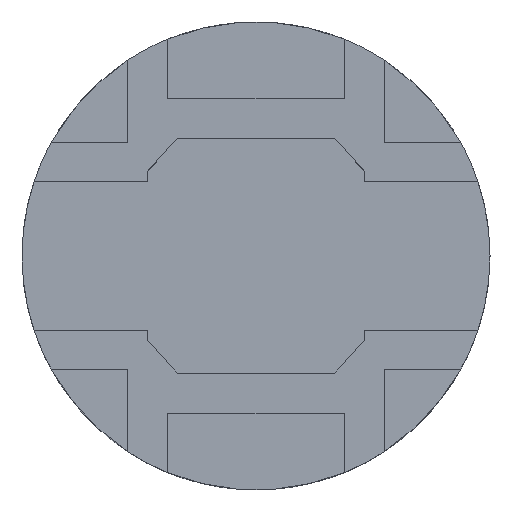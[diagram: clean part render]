
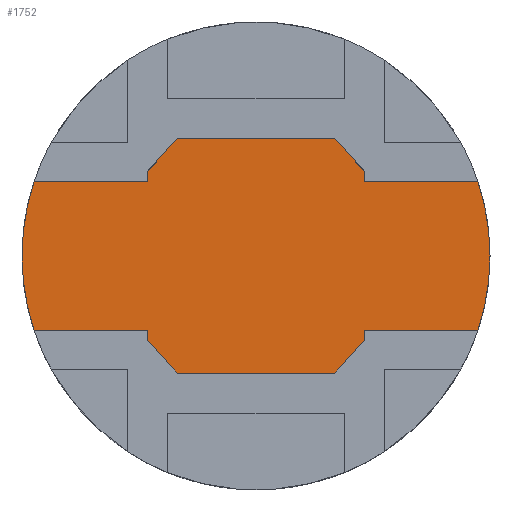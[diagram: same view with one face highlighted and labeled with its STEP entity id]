
A CAD part, top view. The second image highlights one B-rep face of the part: STEP entity #1752.
In plain terms, the highlighted planar face has unit normal (0, 0, 1).
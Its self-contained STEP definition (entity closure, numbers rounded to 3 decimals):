
#15 = CARTESIAN_POINT ( 'NONE',  ( -28., 0., 1.6 ) ) ;
#20 = VECTOR ( 'NONE', #1218, 1000. ) ;
#30 = ORIENTED_EDGE ( 'NONE', *, *, #777, .T. ) ;
#40 = DIRECTION ( 'NONE',  ( 1., 0., 0. ) ) ;
#50 = ORIENTED_EDGE ( 'NONE', *, *, #234, .T. ) ;
#80 = LINE ( 'NONE', #2249, #2388 ) ;
#87 = VECTOR ( 'NONE', #152, 1000. ) ;
#90 = VECTOR ( 'NONE', #463, 1000. ) ;
#112 = CARTESIAN_POINT ( 'NONE',  ( 12.945, 0., 1.6 ) ) ;
#118 = CARTESIAN_POINT ( 'NONE',  ( 26.543, -8.915, 1.6 ) ) ;
#135 = VECTOR ( 'NONE', #2133, 1000. ) ;
#142 = VERTEX_POINT ( 'NONE', #15 ) ;
#152 = DIRECTION ( 'NONE',  ( 1., 0., 0. ) ) ;
#160 = DIRECTION ( 'NONE',  ( 0., -1., 0. ) ) ;
#172 = VERTEX_POINT ( 'NONE', #1812 ) ;
#180 = VECTOR ( 'NONE', #1866, 1000. ) ;
#186 = LINE ( 'NONE', #977, #2578 ) ;
#217 = CARTESIAN_POINT ( 'NONE',  ( 0., 0., 1.6 ) ) ;
#234 = EDGE_CURVE ( 'NONE', #172, #2266, #1624, .T. ) ;
#242 = CIRCLE ( 'NONE', #2446, 28. ) ;
#269 = DIRECTION ( 'NONE',  ( 1., 0., 0. ) ) ;
#279 = CARTESIAN_POINT ( 'NONE',  ( 0., 8.915, 1.6 ) ) ;
#286 = ORIENTED_EDGE ( 'NONE', *, *, #2128, .F. ) ;
#287 = ORIENTED_EDGE ( 'NONE', *, *, #520, .F. ) ;
#292 = LINE ( 'NONE', #279, #90 ) ;
#314 = CARTESIAN_POINT ( 'NONE',  ( 28., 0., 1.6 ) ) ;
#336 = CARTESIAN_POINT ( 'NONE',  ( -12.945, 8.915, 1.6 ) ) ;
#351 = VERTEX_POINT ( 'NONE', #2268 ) ;
#387 = CARTESIAN_POINT ( 'NONE',  ( 0., 8.915, 1.6 ) ) ;
#413 = VERTEX_POINT ( 'NONE', #118 ) ;
#431 = LINE ( 'NONE', #1030, #2488 ) ;
#439 = ORIENTED_EDGE ( 'NONE', *, *, #2480, .F. ) ;
#463 = DIRECTION ( 'NONE',  ( 1., 0., 0. ) ) ;
#464 = CARTESIAN_POINT ( 'NONE',  ( 0., 0., 1.6 ) ) ;
#491 = CIRCLE ( 'NONE', #1534, 28. ) ;
#499 = VERTEX_POINT ( 'NONE', #1301 ) ;
#517 = ORIENTED_EDGE ( 'NONE', *, *, #1787, .T. ) ;
#520 = EDGE_CURVE ( 'NONE', #351, #1297, #2054, .T. ) ;
#523 = ORIENTED_EDGE ( 'NONE', *, *, #2079, .T. ) ;
#542 = EDGE_CURVE ( 'NONE', #551, #351, #2303, .T. ) ;
#551 = VERTEX_POINT ( 'NONE', #680 ) ;
#584 = CARTESIAN_POINT ( 'NONE',  ( 26.543, 8.915, 1.6 ) ) ;
#614 = CIRCLE ( 'NONE', #1983, 28. ) ;
#637 = CARTESIAN_POINT ( 'NONE',  ( -12.186, 10.991, 1.6 ) ) ;
#649 = CARTESIAN_POINT ( 'NONE',  ( -9.45, -14.025, 1.6 ) ) ;
#656 = EDGE_CURVE ( 'NONE', #1823, #892, #2315, .T. ) ;
#680 = CARTESIAN_POINT ( 'NONE',  ( 12.945, -8.915, 1.6 ) ) ;
#702 = ORIENTED_EDGE ( 'NONE', *, *, #992, .T. ) ;
#744 = VECTOR ( 'NONE', #965, 1000. ) ;
#753 = DIRECTION ( 'NONE',  ( 1., 0., 0. ) ) ;
#777 = EDGE_CURVE ( 'NONE', #2265, #2489, #80, .T. ) ;
#858 = DIRECTION ( 'NONE',  ( 0., 0., 1. ) ) ;
#863 = VERTEX_POINT ( 'NONE', #336 ) ;
#892 = VERTEX_POINT ( 'NONE', #2028 ) ;
#909 = CARTESIAN_POINT ( 'NONE',  ( 12.945, 8.915, 1.6 ) ) ;
#922 = CARTESIAN_POINT ( 'NONE',  ( -26.543, -8.915, 1.6 ) ) ;
#945 = VECTOR ( 'NONE', #1634, 1000. ) ;
#965 = DIRECTION ( 'NONE',  ( -0.67, 0.743, 0. ) ) ;
#977 = CARTESIAN_POINT ( 'NONE',  ( -12.945, 0., 1.6 ) ) ;
#992 = EDGE_CURVE ( 'NONE', #1037, #1432, #491, .T. ) ;
#1030 = CARTESIAN_POINT ( 'NONE',  ( 0., 14.025, 1.6 ) ) ;
#1037 = VERTEX_POINT ( 'NONE', #314 ) ;
#1038 = DIRECTION ( 'NONE',  ( -0.67, -0.743, 0. ) ) ;
#1159 = ORIENTED_EDGE ( 'NONE', *, *, #2144, .T. ) ;
#1165 = EDGE_CURVE ( 'NONE', #2266, #863, #186, .T. ) ;
#1183 = DIRECTION ( 'NONE',  ( 1., 0., 0. ) ) ;
#1185 = DIRECTION ( 'NONE',  ( 1., 0., 0. ) ) ;
#1194 = CARTESIAN_POINT ( 'NONE',  ( 12.945, 0., 1.6 ) ) ;
#1211 = VECTOR ( 'NONE', #1494, 1000. ) ;
#1218 = DIRECTION ( 'NONE',  ( 1., 0., 0. ) ) ;
#1226 = EDGE_CURVE ( 'NONE', #1823, #1297, #1430, .T. ) ;
#1238 = DIRECTION ( 'NONE',  ( 0., 1., 0. ) ) ;
#1243 = CARTESIAN_POINT ( 'NONE',  ( -12.945, -8.915, 1.6 ) ) ;
#1258 = CARTESIAN_POINT ( 'NONE',  ( -12.945, 10.15, 1.6 ) ) ;
#1259 = CARTESIAN_POINT ( 'NONE',  ( 12.186, -10.991, 1.6 ) ) ;
#1283 = EDGE_CURVE ( 'NONE', #892, #2489, #2401, .T. ) ;
#1297 = VERTEX_POINT ( 'NONE', #2055 ) ;
#1300 = VECTOR ( 'NONE', #1038, 1000. ) ;
#1301 = CARTESIAN_POINT ( 'NONE',  ( -26.543, 8.915, 1.6 ) ) ;
#1324 = DIRECTION ( 'NONE',  ( 1., 0., 0. ) ) ;
#1327 = LINE ( 'NONE', #2130, #87 ) ;
#1419 = ORIENTED_EDGE ( 'NONE', *, *, #1685, .T. ) ;
#1430 = LINE ( 'NONE', #1834, #20 ) ;
#1432 = VERTEX_POINT ( 'NONE', #584 ) ;
#1454 = EDGE_CURVE ( 'NONE', #551, #413, #1327, .T. ) ;
#1491 = VERTEX_POINT ( 'NONE', #2434 ) ;
#1494 = DIRECTION ( 'NONE',  ( -0.67, -0.743, 0. ) ) ;
#1498 = CARTESIAN_POINT ( 'NONE',  ( 9.45, 14.025, 1.6 ) ) ;
#1517 = DIRECTION ( 'NONE',  ( 0., 0., 1. ) ) ;
#1534 = AXIS2_PLACEMENT_3D ( 'NONE', #217, #2178, #1185 ) ;
#1549 = CARTESIAN_POINT ( 'NONE',  ( -12.186, -10.991, 1.6 ) ) ;
#1560 = DIRECTION ( 'NONE',  ( 0., 0., 1. ) ) ;
#1580 = ORIENTED_EDGE ( 'NONE', *, *, #1165, .T. ) ;
#1624 = LINE ( 'NONE', #637, #1300 ) ;
#1634 = DIRECTION ( 'NONE',  ( 0., 1., 0. ) ) ;
#1653 = AXIS2_PLACEMENT_3D ( 'NONE', #1759, #1517, #753 ) ;
#1684 = EDGE_LOOP ( 'NONE', ( #517, #523, #286, #50, #1580, #439, #1419, #1159, #30, #2037, #1918, #2559, #287, #1962, #2468, #1996, #702, #2305 ) ) ;
#1685 = EDGE_CURVE ( 'NONE', #499, #142, #1884, .T. ) ;
#1714 = FACE_OUTER_BOUND ( 'NONE', #1684, .T. ) ;
#1729 = CARTESIAN_POINT ( 'NONE',  ( 0., 0., 1.6 ) ) ;
#1752 = ADVANCED_FACE ( 'NONE', ( #1714 ), #2504, .T. ) ;
#1759 = CARTESIAN_POINT ( 'NONE',  ( 0., 0., 1.6 ) ) ;
#1772 = EDGE_CURVE ( 'NONE', #413, #1037, #614, .T. ) ;
#1787 = EDGE_CURVE ( 'NONE', #2243, #1491, #2216, .T. ) ;
#1812 = CARTESIAN_POINT ( 'NONE',  ( -9.45, 14.025, 1.6 ) ) ;
#1823 = VERTEX_POINT ( 'NONE', #649 ) ;
#1834 = CARTESIAN_POINT ( 'NONE',  ( 0., -14.025, 1.6 ) ) ;
#1836 = EDGE_CURVE ( 'NONE', #2243, #1432, #2011, .T. ) ;
#1866 = DIRECTION ( 'NONE',  ( 0., -1., 0. ) ) ;
#1884 = CIRCLE ( 'NONE', #2551, 28. ) ;
#1895 = VECTOR ( 'NONE', #1238, 1000. ) ;
#1918 = ORIENTED_EDGE ( 'NONE', *, *, #656, .F. ) ;
#1920 = CARTESIAN_POINT ( 'NONE',  ( 12.186, 10.991, 1.6 ) ) ;
#1962 = ORIENTED_EDGE ( 'NONE', *, *, #542, .F. ) ;
#1983 = AXIS2_PLACEMENT_3D ( 'NONE', #1729, #2374, #40 ) ;
#1996 = ORIENTED_EDGE ( 'NONE', *, *, #1772, .T. ) ;
#2011 = LINE ( 'NONE', #387, #2273 ) ;
#2028 = CARTESIAN_POINT ( 'NONE',  ( -12.945, -10.15, 1.6 ) ) ;
#2034 = CARTESIAN_POINT ( 'NONE',  ( -12.945, 0., 1.6 ) ) ;
#2037 = ORIENTED_EDGE ( 'NONE', *, *, #1283, .F. ) ;
#2054 = LINE ( 'NONE', #1259, #1211 ) ;
#2055 = CARTESIAN_POINT ( 'NONE',  ( 9.45, -14.025, 1.6 ) ) ;
#2067 = DIRECTION ( 'NONE',  ( 1., 0., 0. ) ) ;
#2079 = EDGE_CURVE ( 'NONE', #1491, #2084, #2138, .T. ) ;
#2084 = VERTEX_POINT ( 'NONE', #1498 ) ;
#2128 = EDGE_CURVE ( 'NONE', #172, #2084, #431, .T. ) ;
#2130 = CARTESIAN_POINT ( 'NONE',  ( 0., -8.915, 1.6 ) ) ;
#2133 = DIRECTION ( 'NONE',  ( -0.67, 0.743, 0. ) ) ;
#2138 = LINE ( 'NONE', #1920, #744 ) ;
#2144 = EDGE_CURVE ( 'NONE', #142, #2265, #242, .T. ) ;
#2178 = DIRECTION ( 'NONE',  ( 0., 0., 1. ) ) ;
#2216 = LINE ( 'NONE', #1194, #945 ) ;
#2243 = VERTEX_POINT ( 'NONE', #909 ) ;
#2249 = CARTESIAN_POINT ( 'NONE',  ( 0., -8.915, 1.6 ) ) ;
#2265 = VERTEX_POINT ( 'NONE', #922 ) ;
#2266 = VERTEX_POINT ( 'NONE', #1258 ) ;
#2268 = CARTESIAN_POINT ( 'NONE',  ( 12.945, -10.15, 1.6 ) ) ;
#2273 = VECTOR ( 'NONE', #1183, 1000. ) ;
#2303 = LINE ( 'NONE', #112, #180 ) ;
#2305 = ORIENTED_EDGE ( 'NONE', *, *, #1836, .F. ) ;
#2315 = LINE ( 'NONE', #1549, #135 ) ;
#2374 = DIRECTION ( 'NONE',  ( 0., 0., 1. ) ) ;
#2388 = VECTOR ( 'NONE', #2067, 1000. ) ;
#2401 = LINE ( 'NONE', #2034, #1895 ) ;
#2434 = CARTESIAN_POINT ( 'NONE',  ( 12.945, 10.15, 1.6 ) ) ;
#2446 = AXIS2_PLACEMENT_3D ( 'NONE', #464, #858, #2447 ) ;
#2447 = DIRECTION ( 'NONE',  ( 1., 0., 0. ) ) ;
#2468 = ORIENTED_EDGE ( 'NONE', *, *, #1454, .T. ) ;
#2480 = EDGE_CURVE ( 'NONE', #499, #863, #292, .T. ) ;
#2488 = VECTOR ( 'NONE', #269, 1000. ) ;
#2489 = VERTEX_POINT ( 'NONE', #1243 ) ;
#2504 = PLANE ( 'NONE',  #1653 ) ;
#2523 = CARTESIAN_POINT ( 'NONE',  ( 0., 0., 1.6 ) ) ;
#2551 = AXIS2_PLACEMENT_3D ( 'NONE', #2523, #1560, #1324 ) ;
#2559 = ORIENTED_EDGE ( 'NONE', *, *, #1226, .T. ) ;
#2578 = VECTOR ( 'NONE', #160, 1000. ) ;
